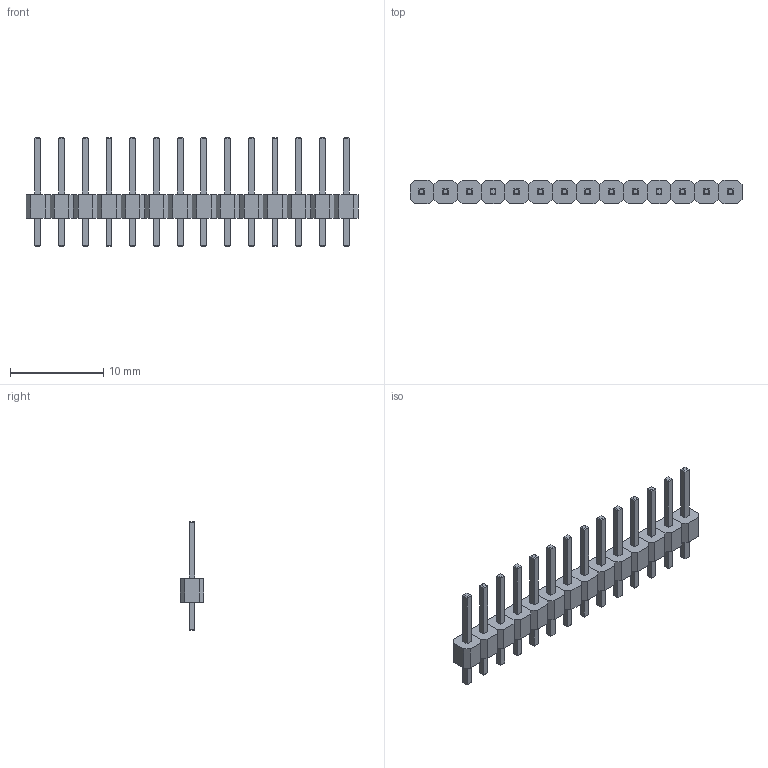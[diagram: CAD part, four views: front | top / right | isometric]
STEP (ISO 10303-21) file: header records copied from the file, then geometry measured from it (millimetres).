
FILE_DESCRIPTION(('FreeCAD Model'),'2;1');
FILE_NAME('Open CASCADE Shape Model','2022-01-11T20:50:10',( 'kicad StepUp'),('ksu MCAD'),'Open CASCADE STEP processor 7.5', 'FreeCAD','Unknown');
FILE_SCHEMA(('AUTOMOTIVE_DESIGN { 1 0 10303 214 1 1 1 1 }'));
Length unit declared in the file: millimetre
Products named in the file (1): PINHDR-THT-Vert-100mil-01x24
Bounding box: 35.56 x 2.54 x 11.6 mm (x, y, z)
Volume: 260.2 mm3; surface area: 981.9 mm2
Topology: 28 solids, 28 shells, 392 faces, 896 edges, 560 vertices
Faces by surface type: plane 392
Entity records: 13657 total; most frequent: CARTESIAN_POINT 1849, ORIENTED_EDGE 1792, DIRECTION 1682, EDGE_CURVE 896, LINE 896, VECTOR 896, VERTEX_POINT 560, FACE_BOUND 420
